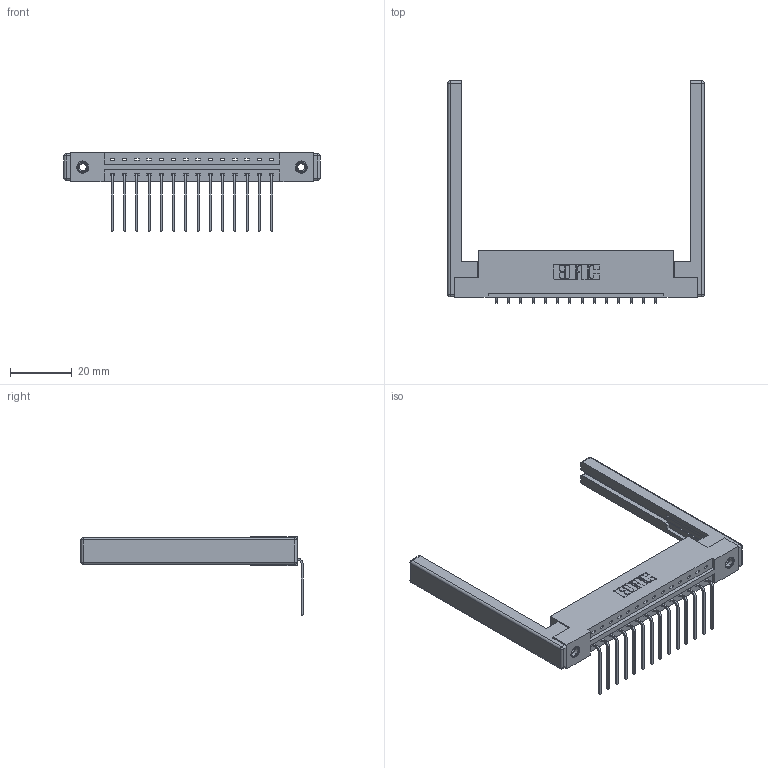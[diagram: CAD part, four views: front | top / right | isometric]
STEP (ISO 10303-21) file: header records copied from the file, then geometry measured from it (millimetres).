
FILE_DESCRIPTION (( 'STEP AP203' ), '1' );
FILE_NAME ('387-014-559-168.STEP', '2019-10-02T16:06:30', ( '' ), ( '' ), 'SwSTEP 2.0', 'SolidWorks 2016', '' );
FILE_SCHEMA (( 'CONFIG_CONTROL_DESIGN' ));
Length unit declared in the file: inch
Products named in the file (5): 337 Part_Flush Mounting Lugs - 0.156 Dia-TI; 345-292-001_558 559 Tail - 1; 345-250-001_345-250-001-102; 307-220-068; 387-014-559-168
Assembly tree (19 placements, depth 2):
  387-014-559-168
    337 Part_Flush Mounting Lugs - 0.156 Dia-TI
    345-292-001_558 559 Tail - 1  x14
    345-250-001_345-250-001-102  x2
    307-220-068  x2
Bounding box: 82.91 x 71.82 x 25.53 mm (x, y, z)
Volume: 12704.1 mm3; surface area: 12814 mm2
Topology: 19 solids, 19 shells, 1164 faces, 3417 edges, 2238 vertices
Faces by surface type: plane 830, cylinder 310, cone 12, sphere 8, torus 4
Entity records: 16872 total; most frequent: CARTESIAN_POINT 2893, ORIENTED_EDGE 2832, DIRECTION 2566, EDGE_CURVE 1416, LINE 1238, VECTOR 1238, VERTEX_POINT 934, AXIS2_PLACEMENT_3D 664
